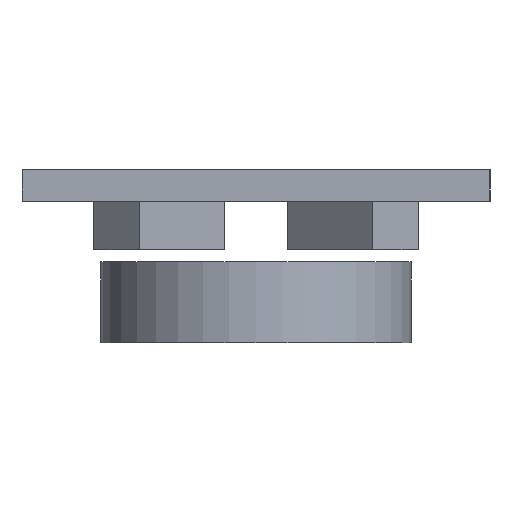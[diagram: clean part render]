
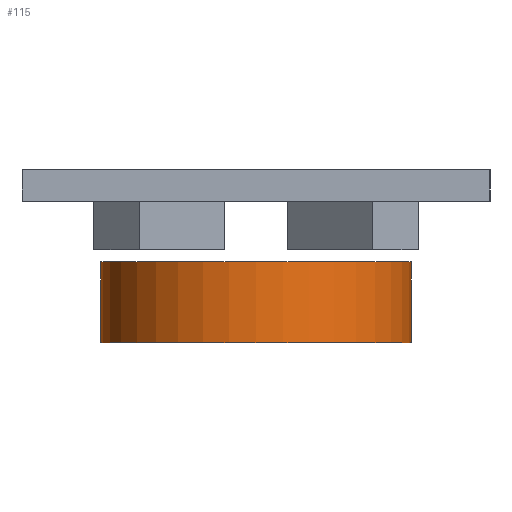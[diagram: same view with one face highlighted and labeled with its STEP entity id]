
A CAD part, front view. The second image highlights one B-rep face of the part: STEP entity #115.
In plain terms, the highlighted cylindrical face has radius 3.85 mm (diameter 7.7 mm), a partial arc.
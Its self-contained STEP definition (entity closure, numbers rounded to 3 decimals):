
#115 = ADVANCED_FACE ( 'NONE', ( #1807 ), #1029, .T. ) ;
#121 = VECTOR ( 'NONE', #2716, 1000. ) ;
#139 = EDGE_LOOP ( 'NONE', ( #2773, #909, #516, #1660 ) ) ;
#157 = EDGE_CURVE ( 'NONE', #708, #2378, #1239, .T. ) ;
#161 = LINE ( 'NONE', #952, #121 ) ;
#280 = VECTOR ( 'NONE', #730, 1000. ) ;
#329 = DIRECTION ( 'NONE',  ( 0., 0., -1. ) ) ;
#516 = ORIENTED_EDGE ( 'NONE', *, *, #1035, .T. ) ;
#708 = VERTEX_POINT ( 'NONE', #846 ) ;
#730 = DIRECTION ( 'NONE',  ( 0., 0., 1. ) ) ;
#846 = CARTESIAN_POINT ( 'NONE',  ( 3.85, 2.95, -3.5 ) ) ;
#909 = ORIENTED_EDGE ( 'NONE', *, *, #157, .F. ) ;
#941 = EDGE_CURVE ( 'NONE', #2378, #2701, #1732, .T. ) ;
#952 = CARTESIAN_POINT ( 'NONE',  ( 3.85, 2.95, -3.5 ) ) ;
#1029 = CYLINDRICAL_SURFACE ( 'NONE', #2917, 3.85 ) ;
#1035 = EDGE_CURVE ( 'NONE', #708, #2224, #161, .T. ) ;
#1182 = CARTESIAN_POINT ( 'NONE',  ( 0., 2.95, -1.5 ) ) ;
#1239 = CIRCLE ( 'NONE', #2463, 3.85 ) ;
#1300 = DIRECTION ( 'NONE',  ( -1., 0., 0. ) ) ;
#1392 = EDGE_CURVE ( 'NONE', #2224, #2701, #3011, .T. ) ;
#1524 = CARTESIAN_POINT ( 'NONE',  ( 3.85, 2.95, -1.5 ) ) ;
#1543 = CARTESIAN_POINT ( 'NONE',  ( 0., 2.95, -3.5 ) ) ;
#1660 = ORIENTED_EDGE ( 'NONE', *, *, #1392, .T. ) ;
#1732 = LINE ( 'NONE', #2434, #280 ) ;
#1807 = FACE_OUTER_BOUND ( 'NONE', #139, .T. ) ;
#1924 = DIRECTION ( 'NONE',  ( -1., 0., 0. ) ) ;
#2100 = AXIS2_PLACEMENT_3D ( 'NONE', #1182, #2710, #1924 ) ;
#2104 = CARTESIAN_POINT ( 'NONE',  ( -3.85, 2.95, -1.5 ) ) ;
#2166 = CARTESIAN_POINT ( 'NONE',  ( -3.85, 2.95, -3.5 ) ) ;
#2224 = VERTEX_POINT ( 'NONE', #1524 ) ;
#2378 = VERTEX_POINT ( 'NONE', #2166 ) ;
#2434 = CARTESIAN_POINT ( 'NONE',  ( -3.85, 2.95, -3.5 ) ) ;
#2450 = DIRECTION ( 'NONE',  ( 0., 0., 1. ) ) ;
#2463 = AXIS2_PLACEMENT_3D ( 'NONE', #1543, #329, #1300 ) ;
#2701 = VERTEX_POINT ( 'NONE', #2104 ) ;
#2710 = DIRECTION ( 'NONE',  ( 0., 0., -1. ) ) ;
#2716 = DIRECTION ( 'NONE',  ( 0., 0., 1. ) ) ;
#2768 = CARTESIAN_POINT ( 'NONE',  ( 0., 2.95, -3.5 ) ) ;
#2773 = ORIENTED_EDGE ( 'NONE', *, *, #941, .F. ) ;
#2896 = DIRECTION ( 'NONE',  ( 1., 0., 0. ) ) ;
#2917 = AXIS2_PLACEMENT_3D ( 'NONE', #2768, #2450, #2896 ) ;
#3011 = CIRCLE ( 'NONE', #2100, 3.85 ) ;
